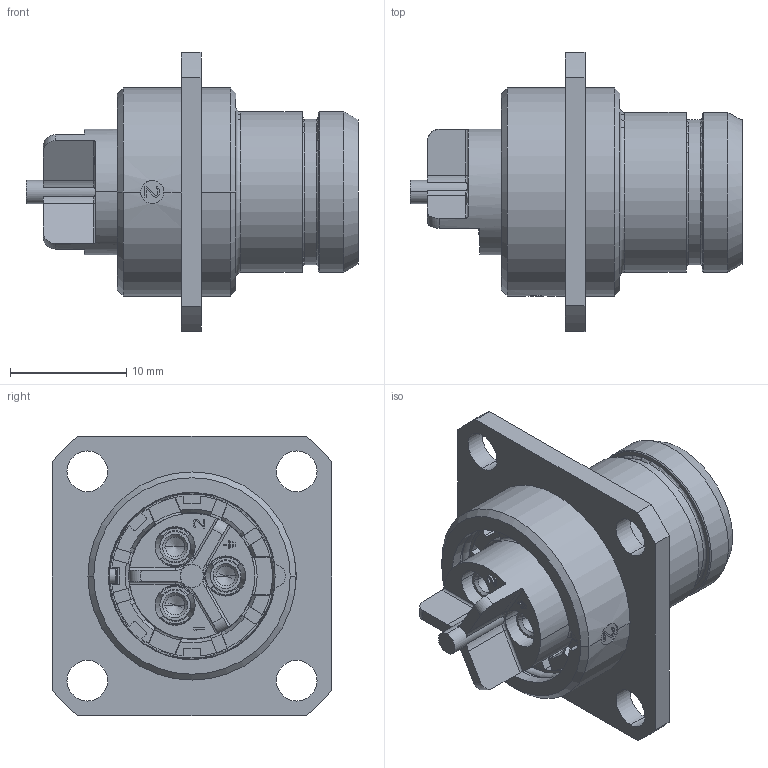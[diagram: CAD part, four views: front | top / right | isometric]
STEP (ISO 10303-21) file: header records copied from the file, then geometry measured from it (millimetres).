
FILE_DESCRIPTION((''),'2;1');
FILE_NAME('1331E193MS','2024-07-17T13:01:59',('paultorloting'),('NET AG system integration'),'CREO PARAMETRIC BY PTC INC, 2021404','CREO PARAMETRIC BY PTC INC, 2021404','');
FILE_SCHEMA(('AUTOMOTIVE_DESIGN { 1 0 10303 214 1 1 1 1 }'));
Length unit declared in the file: millimetre
Products named in the file (1): 1331E193MS
Bounding box: 28.55 x 24 x 24 mm (x, y, z)
Volume: 3882.2 mm3; surface area: 5495.6 mm2
Topology: 1 solids, 7 shells, 831 faces, 2228 edges, 1436 vertices
Faces by surface type: plane 416, cylinder 246, cone 95, torus 55, bspline 19
Entity records: 32273 total; most frequent: CARTESIAN_POINT 7742, ORIENTED_EDGE 4444, DIRECTION 4297, EDGE_CURVE 2222, AXIS2_PLACEMENT_3D 1576, VERTEX_POINT 1436, VECTOR 1142, LINE 1142
